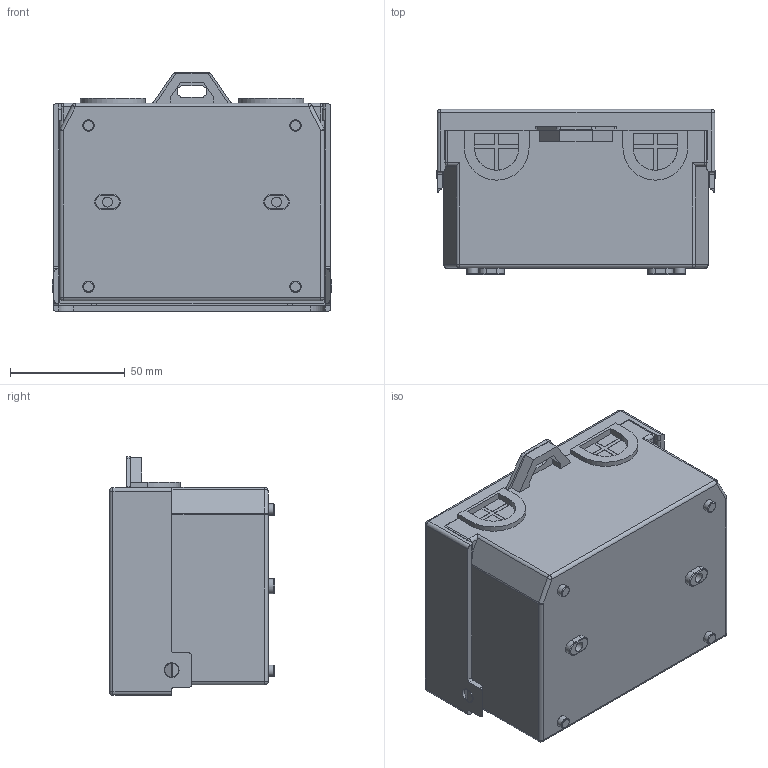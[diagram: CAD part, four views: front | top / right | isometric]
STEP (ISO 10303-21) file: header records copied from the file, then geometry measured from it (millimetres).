
FILE_DESCRIPTION (( 'STEP AP214' ), '1' );
FILE_NAME ('NID342-22.STEP', '2018-03-02T16:07:36', ( '' ), ( '' ), 'SwSTEP 2.0', 'SolidWorks 2017', '' );
FILE_SCHEMA (( 'AUTOMOTIVE_DESIGN' ));
Length unit declared in the file: inch
Products named in the file (6): XE-0005-MA2; XE-0004-MA3; XE-0004-MA5; XE-0004-MA4; XE-0005-MA1; NID342-22
Assembly tree (10 placements, depth 2):
  NID342-22
    XE-0005-MA1
    XE-0004-MA4  x4
    XE-0004-MA5  x2
    XE-0004-MA3  x2
    XE-0005-MA2
Bounding box: 121.67 x 71.88 x 103.89 mm (x, y, z)
Volume: 124925.8 mm3; surface area: 110321.6 mm2
Topology: 10 solids, 10 shells, 480 faces, 1232 edges, 776 vertices
Faces by surface type: plane 234, cylinder 128, cone 96, sphere 12, torus 10
Full cylindrical faces by diameter (mm): 4.318 x2, 4.572 x2, 4.749 x2, 4.826 x32, 4.953 x4, 5.207 x4, 5.918 x2, 6.477 x2, 9.525 x4
Entity records: 12016 total; most frequent: CARTESIAN_POINT 1896, DIRECTION 1888, ORIENTED_EDGE 1616, EDGE_CURVE 808, AXIS2_PLACEMENT_3D 702, VERTEX_POINT 570, EDGE_LOOP 558, LINE 484
